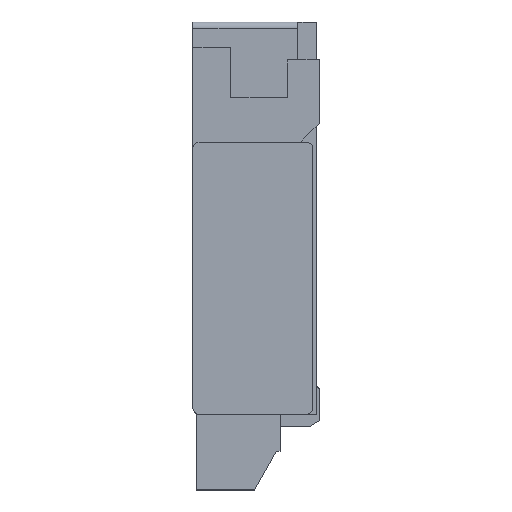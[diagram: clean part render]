
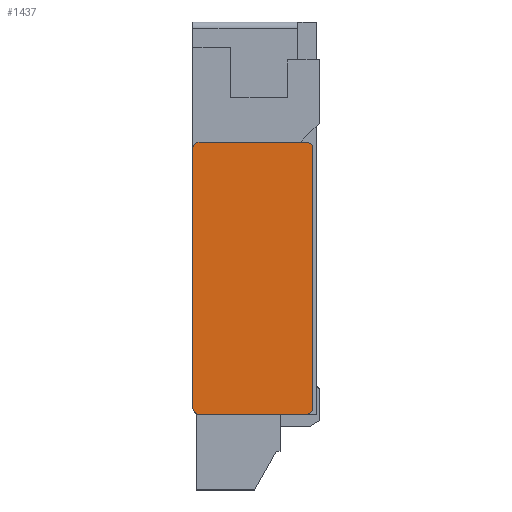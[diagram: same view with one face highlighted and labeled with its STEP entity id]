
A CAD part, left-side view. The second image highlights one B-rep face of the part: STEP entity #1437.
In plain terms, the highlighted planar face has unit normal (-1, 0, 0).
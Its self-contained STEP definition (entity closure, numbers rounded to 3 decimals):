
#300 = VERTEX_POINT ( 'NONE', #3096 ) ;
#301 = VERTEX_POINT ( 'NONE', #3097 ) ;
#304 = VERTEX_POINT ( 'NONE', #3100 ) ;
#305 = VERTEX_POINT ( 'NONE', #3101 ) ;
#400 = VERTEX_POINT ( 'NONE', #3196 ) ;
#404 = VERTEX_POINT ( 'NONE', #3200 ) ;
#410 = VERTEX_POINT ( 'NONE', #3206 ) ;
#415 = VERTEX_POINT ( 'NONE', #3211 ) ;
#1186 = EDGE_CURVE ( 'NONE', #400, #404, #4544, .T. ) ;
#1200 = EDGE_CURVE ( 'NONE', #410, #415, #4585, .T. ) ;
#1268 = EDGE_CURVE ( 'NONE', #305, #304, #4789, .T. ) ;
#1279 = EDGE_CURVE ( 'NONE', #301, #300, #4821, .T. ) ;
#1282 = EDGE_CURVE ( 'NONE', #304, #410, #4338, .T. ) ;
#1283 = EDGE_CURVE ( 'NONE', #300, #305, #4340, .T. ) ;
#1286 = EDGE_CURVE ( 'NONE', #415, #400, #4346, .T. ) ;
#1287 = EDGE_CURVE ( 'NONE', #404, #301, #4348, .T. ) ;
#1437 = ADVANCED_FACE ( 'NONE', ( #5390 ), #5383, .F. ) ;
#1669 = ORIENTED_EDGE ( 'NONE', *, *, #1283, .T. ) ;
#1670 = ORIENTED_EDGE ( 'NONE', *, *, #1268, .T. ) ;
#1671 = ORIENTED_EDGE ( 'NONE', *, *, #1282, .T. ) ;
#1672 = ORIENTED_EDGE ( 'NONE', *, *, #1200, .T. ) ;
#1673 = ORIENTED_EDGE ( 'NONE', *, *, #1286, .T. ) ;
#1674 = ORIENTED_EDGE ( 'NONE', *, *, #1186, .T. ) ;
#1675 = ORIENTED_EDGE ( 'NONE', *, *, #1287, .T. ) ;
#1676 = ORIENTED_EDGE ( 'NONE', *, *, #1279, .T. ) ;
#2279 = EDGE_LOOP ( 'NONE', ( #1669, #1670, #1671, #1672, #1673, #1674, #1675, #1676 ) ) ;
#3096 = CARTESIAN_POINT ( 'NONE',  ( -2.25, 0.05, 0.85 ) ) ;
#3097 = CARTESIAN_POINT ( 'NONE',  ( -2.25, 0.05, -1.2 ) ) ;
#3100 = CARTESIAN_POINT ( 'NONE',  ( -2.25, 0.95, 0.9 ) ) ;
#3101 = CARTESIAN_POINT ( 'NONE',  ( -2.25, 0.1, 0.9 ) ) ;
#3196 = CARTESIAN_POINT ( 'NONE',  ( -2.25, 0.95, -1.25 ) ) ;
#3200 = CARTESIAN_POINT ( 'NONE',  ( -2.25, 0.1, -1.25 ) ) ;
#3206 = CARTESIAN_POINT ( 'NONE',  ( -2.25, 1., 0.85 ) ) ;
#3211 = CARTESIAN_POINT ( 'NONE',  ( -2.25, 1., -1.2 ) ) ;
#4223 = VECTOR ( 'NONE', #4546, 1000. ) ;
#4237 = VECTOR ( 'NONE', #4587, 1000. ) ;
#4323 = VECTOR ( 'NONE', #4791, 1000. ) ;
#4335 = VECTOR ( 'NONE', #4823, 1000. ) ;
#4338 = CIRCLE ( 'NONE', #4341, 0.05 ) ;
#4340 = CIRCLE ( 'NONE', #4343, 0.05 ) ;
#4341 = AXIS2_PLACEMENT_3D ( 'NONE', #4830, #4831, #4832 ) ;
#4343 = AXIS2_PLACEMENT_3D ( 'NONE', #4833, #4834, #4835 ) ;
#4346 = CIRCLE ( 'NONE', #4349, 0.05 ) ;
#4348 = CIRCLE ( 'NONE', #4351, 0.05 ) ;
#4349 = AXIS2_PLACEMENT_3D ( 'NONE', #4844, #4845, #4846 ) ;
#4351 = AXIS2_PLACEMENT_3D ( 'NONE', #4849, #4850, #4851 ) ;
#4544 = LINE ( 'NONE', #4545, #4223 ) ;
#4545 = CARTESIAN_POINT ( 'NONE',  ( -2.25, 0.1, -1.25 ) ) ;
#4546 = DIRECTION ( 'NONE',  ( 0., -1., 0. ) ) ;
#4585 = LINE ( 'NONE', #4586, #4237 ) ;
#4586 = CARTESIAN_POINT ( 'NONE',  ( -2.25, 1., -1.2 ) ) ;
#4587 = DIRECTION ( 'NONE',  ( 0., 0., -1. ) ) ;
#4789 = LINE ( 'NONE', #4790, #4323 ) ;
#4790 = CARTESIAN_POINT ( 'NONE',  ( -2.25, 0.95, 0.9 ) ) ;
#4791 = DIRECTION ( 'NONE',  ( 0., 1., 0. ) ) ;
#4821 = LINE ( 'NONE', #4822, #4335 ) ;
#4822 = CARTESIAN_POINT ( 'NONE',  ( -2.25, 0.05, 0.85 ) ) ;
#4823 = DIRECTION ( 'NONE',  ( 0., 0., 1. ) ) ;
#4830 = CARTESIAN_POINT ( 'NONE',  ( -2.25, 0.95, 0.85 ) ) ;
#4831 = DIRECTION ( 'NONE',  ( -1., 0., 0. ) ) ;
#4832 = DIRECTION ( 'NONE',  ( 0., 0., 1. ) ) ;
#4833 = CARTESIAN_POINT ( 'NONE',  ( -2.25, 0.1, 0.85 ) ) ;
#4834 = DIRECTION ( 'NONE',  ( -1., 0., 0. ) ) ;
#4835 = DIRECTION ( 'NONE',  ( 0., 0., 1. ) ) ;
#4844 = CARTESIAN_POINT ( 'NONE',  ( -2.25, 0.95, -1.2 ) ) ;
#4845 = DIRECTION ( 'NONE',  ( -1., 0., 0. ) ) ;
#4846 = DIRECTION ( 'NONE',  ( 0., 0., 1. ) ) ;
#4849 = CARTESIAN_POINT ( 'NONE',  ( -2.25, 0.1, -1.2 ) ) ;
#4850 = DIRECTION ( 'NONE',  ( -1., 0., 0. ) ) ;
#4851 = DIRECTION ( 'NONE',  ( 0., 0., 1. ) ) ;
#5383 = PLANE ( 'NONE',  #5521 ) ;
#5386 = CARTESIAN_POINT ( 'NONE',  ( -2.25, 1., -1.25 ) ) ;
#5390 = FACE_OUTER_BOUND ( 'NONE', #2279, .T. ) ;
#5392 = DIRECTION ( 'NONE',  ( 1., 0., 0. ) ) ;
#5393 = DIRECTION ( 'NONE',  ( 0., 0., -1. ) ) ;
#5521 = AXIS2_PLACEMENT_3D ( 'NONE', #5386, #5392, #5393 ) ;
